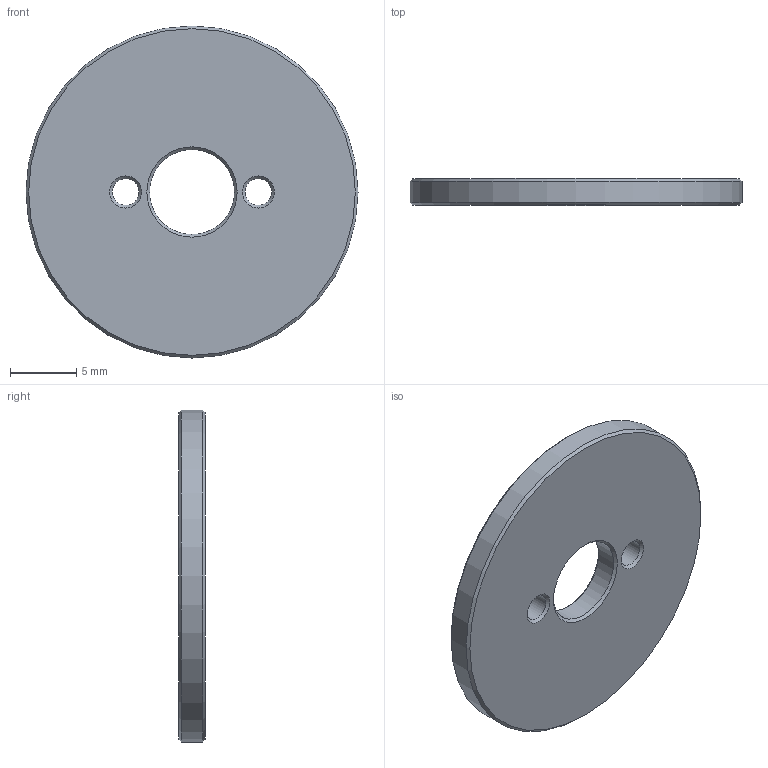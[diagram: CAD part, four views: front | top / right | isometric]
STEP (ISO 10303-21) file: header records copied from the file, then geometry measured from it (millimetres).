
FILE_DESCRIPTION (( 'STEP AP203' ), '1' );
FILE_NAME ('523801.STEP', '2022-12-15T01:51:06', ( '' ), ( '' ), 'SwSTEP 2.0', 'SolidWorks 2020', '' );
FILE_SCHEMA (( 'CONFIG_CONTROL_DESIGN' ));
Length unit declared in the file: millimetre
Products named in the file (1): 523801
Bounding box: 25 x 2 x 25 mm (x, y, z)
Volume: 900.2 mm3; surface area: 1101.4 mm2
Topology: 1 solids, 1 shells, 14 faces, 28 edges, 16 vertices
Faces by surface type: cone 8, cylinder 4, plane 2
Full cylindrical faces by diameter (mm): 2.01 x2, 6.4 x1, 25 x1
Entity records: 393 total; most frequent: DIRECTION 62, CARTESIAN_POINT 47, EDGE_LOOP 32, ORIENTED_EDGE 32, AXIS2_PLACEMENT_3D 31, FACE_OUTER_BOUND 18, VERTEX_POINT 16, EDGE_CURVE 16
